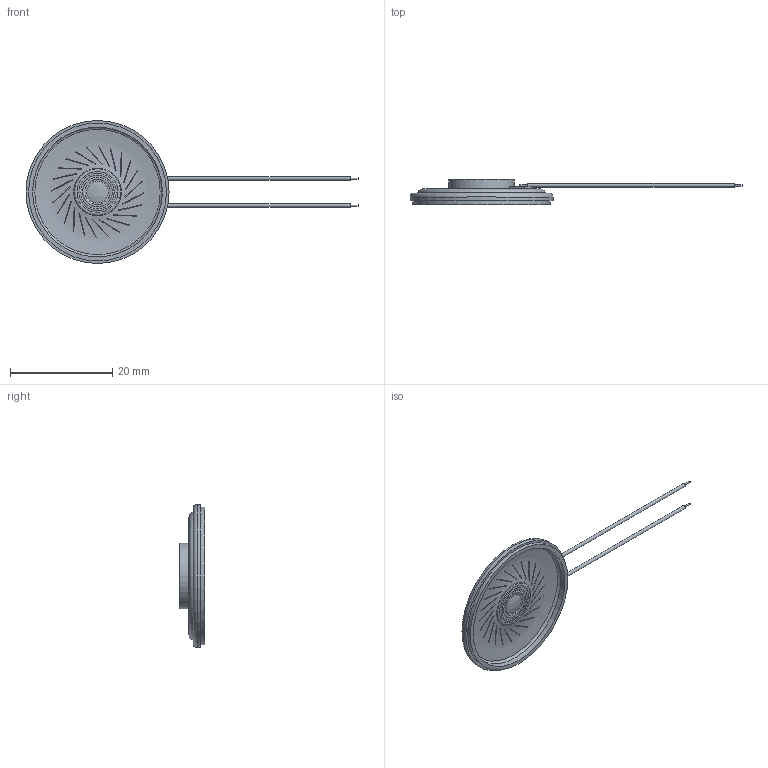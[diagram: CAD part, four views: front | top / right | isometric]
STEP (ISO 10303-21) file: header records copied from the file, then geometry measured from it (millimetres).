
FILE_DESCRIPTION (( 'STEP AP214' ), '1' );
FILE_NAME ('SPKM.28.8.A.STEP', '2022-03-30T10:17:55', ( '' ), ( '' ), 'SwSTEP 2.0', 'SolidWorks 2018', '' );
FILE_SCHEMA (( 'AUTOMOTIVE_DESIGN' ));
Length unit declared in the file: millimetre
Products named in the file (1): SPKM.28.8.A
Bounding box: 65 x 5 x 28 mm (x, y, z)
Surface area: 1838.9 mm2 (no closed solid volume)
Topology: 0 solids, 11 shells, 98 faces, 321 edges, 241 vertices
Faces by surface type: plane 67, cylinder 17, torus 13, sphere 1
Full cylindrical faces by diameter (mm): 0.3 x4, 0.72 x2, 2.2 x6, 12.8 x1, 25.4 x1, 27 x1, 28 x1
Entity records: 4577 total; most frequent: CARTESIAN_POINT 1003, DIRECTION 447, ORIENTED_EDGE 385, EDGE_CURVE 285, VERTEX_POINT 235, EDGE_LOOP 169, AXIS2_PLACEMENT_3D 159, VECTOR 129
